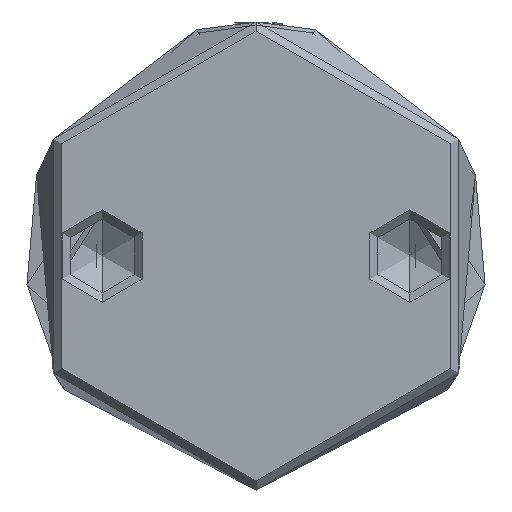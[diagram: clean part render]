
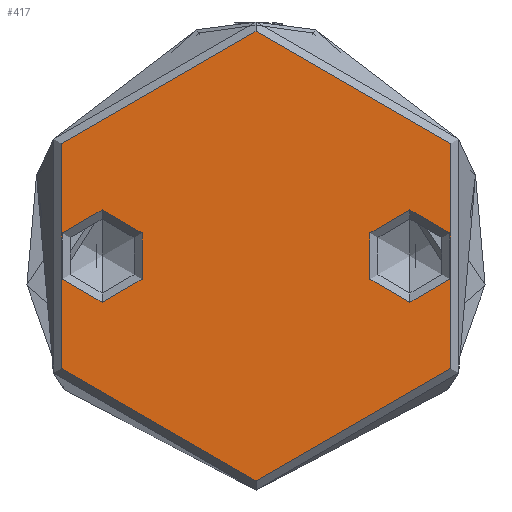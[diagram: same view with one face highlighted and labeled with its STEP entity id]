
A CAD part, front view. The second image highlights one B-rep face of the part: STEP entity #417.
In plain terms, the highlighted face is planar.
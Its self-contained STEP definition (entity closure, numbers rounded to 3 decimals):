
#9 = CARTESIAN_POINT ( 'NONE',  ( 0., 12.5, 0. ) ) ;
#58 = DIRECTION ( 'NONE',  ( 0., 0., 1. ) ) ;
#92 = CARTESIAN_POINT ( 'NONE',  ( 3.75, 12.5, 0. ) ) ;
#113 = DIRECTION ( 'NONE',  ( 1., 0., 0. ) ) ;
#261 = FACE_BOUND ( 'NONE', #6608, .T. ) ;
#399 = CARTESIAN_POINT ( 'NONE',  ( -18.25, 0., 0. ) ) ;
#417 = ADVANCED_FACE ( 'NONE', ( #1852, #6635, #261 ), #5430, .T. ) ;
#423 = ORIENTED_EDGE ( 'NONE', *, *, #6494, .T. ) ;
#492 = EDGE_CURVE ( 'NONE', #4168, #7634, #1669, .T. ) ;
#690 = CARTESIAN_POINT ( 'NONE',  ( 0., 12.5, 0. ) ) ;
#767 = DIRECTION ( 'NONE',  ( 0., 0., -1. ) ) ;
#816 = AXIS2_PLACEMENT_3D ( 'NONE', #9, #1842, #113 ) ;
#1040 = CIRCLE ( 'NONE', #3782, 3.75 ) ;
#1304 = DIRECTION ( 'NONE',  ( 1., 0., 0. ) ) ;
#1669 = CIRCLE ( 'NONE', #816, 3.75 ) ;
#1791 = DIRECTION ( 'NONE',  ( 1., 0., 0. ) ) ;
#1831 = EDGE_CURVE ( 'NONE', #7266, #3852, #2444, .T. ) ;
#1842 = DIRECTION ( 'NONE',  ( 0., 0., 1. ) ) ;
#1852 = FACE_BOUND ( 'NONE', #6504, .T. ) ;
#1890 = ORIENTED_EDGE ( 'NONE', *, *, #4928, .T. ) ;
#1898 = CARTESIAN_POINT ( 'NONE',  ( 18.25, 0., 0. ) ) ;
#2422 = DIRECTION ( 'NONE',  ( 1., 0., 0. ) ) ;
#2444 = CIRCLE ( 'NONE', #6214, 3.75 ) ;
#2603 = DIRECTION ( 'NONE',  ( 0., 0., 1. ) ) ;
#2781 = DIRECTION ( 'NONE',  ( 0., 0., 1. ) ) ;
#2798 = CARTESIAN_POINT ( 'NONE',  ( -3.75, 12.5, 0. ) ) ;
#3192 = AXIS2_PLACEMENT_3D ( 'NONE', #6362, #2781, #6965 ) ;
#3275 = DIRECTION ( 'NONE',  ( 0., 0., -1. ) ) ;
#3523 = ORIENTED_EDGE ( 'NONE', *, *, #1831, .T. ) ;
#3554 = CARTESIAN_POINT ( 'NONE',  ( 3.75, -12.5, 0. ) ) ;
#3782 = AXIS2_PLACEMENT_3D ( 'NONE', #6832, #3275, #7459 ) ;
#3852 = VERTEX_POINT ( 'NONE', #6645 ) ;
#4168 = VERTEX_POINT ( 'NONE', #2798 ) ;
#4217 = AXIS2_PLACEMENT_3D ( 'NONE', #690, #4904, #1304 ) ;
#4266 = CARTESIAN_POINT ( 'NONE',  ( 0., 0., 0. ) ) ;
#4785 = CIRCLE ( 'NONE', #6386, 18.25 ) ;
#4904 = DIRECTION ( 'NONE',  ( 0., 0., 1. ) ) ;
#4928 = EDGE_CURVE ( 'NONE', #5107, #5788, #4785, .T. ) ;
#5107 = VERTEX_POINT ( 'NONE', #399 ) ;
#5329 = CIRCLE ( 'NONE', #3192, 18.25 ) ;
#5430 = PLANE ( 'NONE',  #7411 ) ;
#5679 = EDGE_LOOP ( 'NONE', ( #1890, #7726 ) ) ;
#5743 = ORIENTED_EDGE ( 'NONE', *, *, #492, .F. ) ;
#5788 = VERTEX_POINT ( 'NONE', #1898 ) ;
#5925 = EDGE_CURVE ( 'NONE', #5788, #5107, #5329, .T. ) ;
#6189 = CARTESIAN_POINT ( 'NONE',  ( 0., 0., 0. ) ) ;
#6214 = AXIS2_PLACEMENT_3D ( 'NONE', #6709, #767, #2422 ) ;
#6362 = CARTESIAN_POINT ( 'NONE',  ( 0., 0., 0. ) ) ;
#6386 = AXIS2_PLACEMENT_3D ( 'NONE', #6189, #2603, #6778 ) ;
#6494 = EDGE_CURVE ( 'NONE', #3852, #7266, #1040, .T. ) ;
#6504 = EDGE_LOOP ( 'NONE', ( #7336, #5743 ) ) ;
#6608 = EDGE_LOOP ( 'NONE', ( #3523, #423 ) ) ;
#6618 = CIRCLE ( 'NONE', #4217, 3.75 ) ;
#6635 = FACE_OUTER_BOUND ( 'NONE', #5679, .T. ) ;
#6645 = CARTESIAN_POINT ( 'NONE',  ( -3.75, -12.5, 0. ) ) ;
#6709 = CARTESIAN_POINT ( 'NONE',  ( 0., -12.5, 0. ) ) ;
#6778 = DIRECTION ( 'NONE',  ( 1., 0., 0. ) ) ;
#6832 = CARTESIAN_POINT ( 'NONE',  ( 0., -12.5, 0. ) ) ;
#6965 = DIRECTION ( 'NONE',  ( 1., 0., 0. ) ) ;
#7266 = VERTEX_POINT ( 'NONE', #3554 ) ;
#7336 = ORIENTED_EDGE ( 'NONE', *, *, #7629, .F. ) ;
#7411 = AXIS2_PLACEMENT_3D ( 'NONE', #4266, #58, #1791 ) ;
#7459 = DIRECTION ( 'NONE',  ( 1., 0., 0. ) ) ;
#7629 = EDGE_CURVE ( 'NONE', #7634, #4168, #6618, .T. ) ;
#7634 = VERTEX_POINT ( 'NONE', #92 ) ;
#7726 = ORIENTED_EDGE ( 'NONE', *, *, #5925, .T. ) ;
